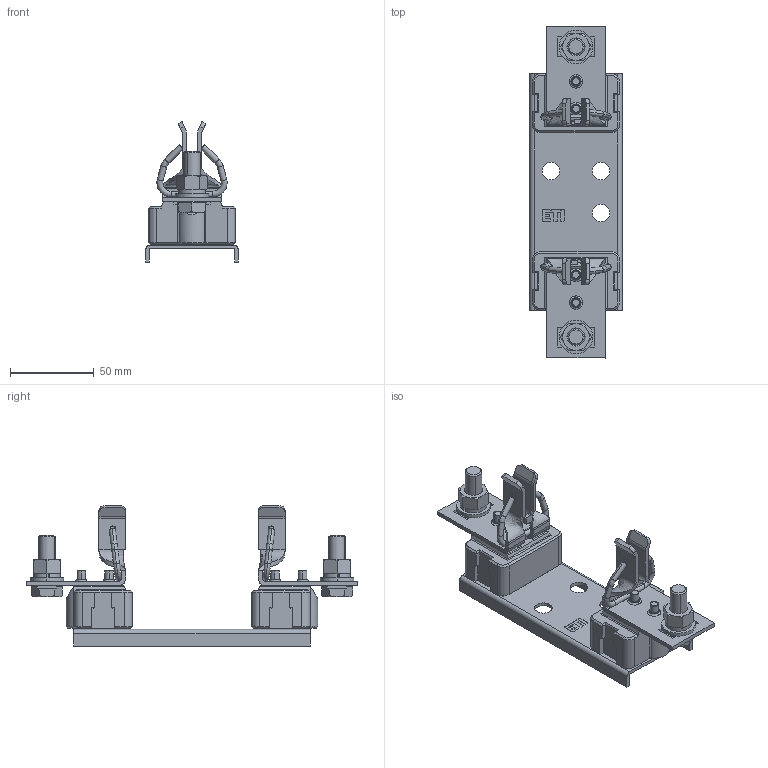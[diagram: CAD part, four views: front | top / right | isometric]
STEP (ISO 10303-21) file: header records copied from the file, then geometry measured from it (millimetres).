
FILE_DESCRIPTION((''),'2;1');
FILE_NAME('004123100_PK1_M10-M10_1P_S_ASM','2023-10-23T07:39:41',('klemen.sitar'),('Audax d.o.o.'),'CREO PARAMETRIC BY PTC INC, 2021304','CREO PARAMETRIC BY PTC INC, 2021304','');
FILE_SCHEMA(('AP242_MANAGED_MODEL_BASED_3D_ENGINEERING_MIM_LF { 1 0 10303 442 1 1 4 }'));
Length unit declared in the file: millimetre
Products named in the file (12): 0000038637_1_1; 0000038447_1_1_2_1; 0000038645_AF0_1_1_2_1; 0000038645_AF1_1_1_2_1; 0000032606_1_1; 0000032607_1_1_2_3_1; 0000032604_1_1_2_3_1; 0000032603_1_1_2_3_1; 0000032605_1_1_2_3_1; BOTTOM_1; PRT0002; 004123100_PK1_M10-M10_1P_S_ASM
Assembly tree (20 placements, depth 2):
  004123100_PK1_M10-M10_1P_S_ASM
    0000038637_1_1  x2
    0000038447_1_1_2_1  x2
    0000038645_AF0_1_1_2_1
    0000038645_AF1_1_1_2_1
    0000032606_1_1  x4
    0000032607_1_1_2_3_1  x2
    0000032604_1_1_2_3_1  x2
    0000032603_1_1_2_3_1  x2
    0000032605_1_1_2_3_1  x2
    BOTTOM_1
    PRT0002
Bounding box: 55.02 x 198 x 83.6 mm (x, y, z)
Volume: 137386.5 mm3; surface area: 67856.8 mm2
Topology: 22 solids, 40 shells, 811 faces, 1994 edges, 1272 vertices
Faces by surface type: plane 455, cylinder 192, cone 98, torus 44, bspline 22
Entity records: 32107 total; most frequent: CARTESIAN_POINT 12731, DIRECTION 2323, ORIENTED_EDGE 2190, PRESENTATION_STYLE_ASSIGNMENT 1581, STYLED_ITEM 1581, CURVE_STYLE 1109, EDGE_CURVE 1109, AXIS2_PLACEMENT_3D 824
